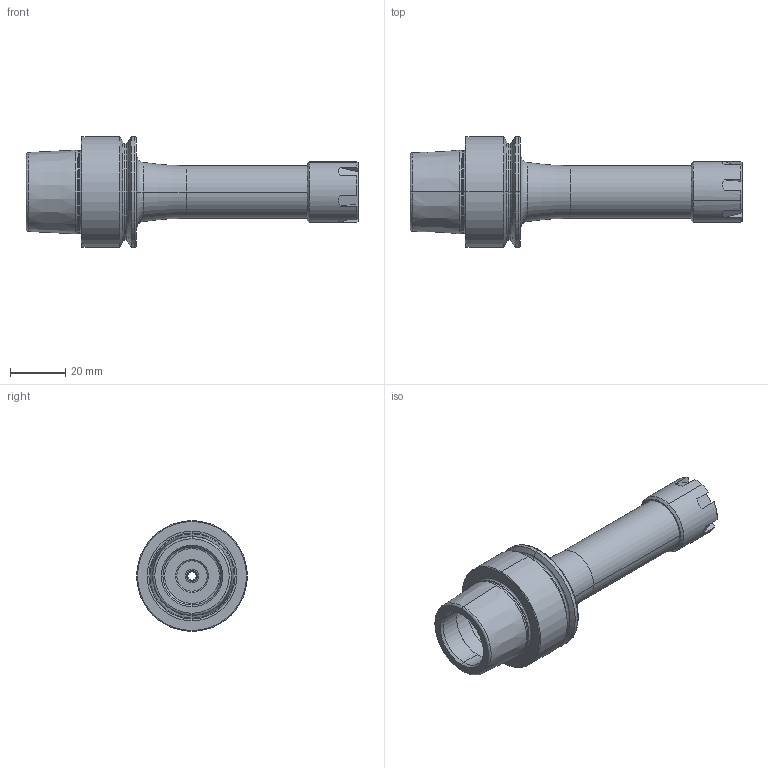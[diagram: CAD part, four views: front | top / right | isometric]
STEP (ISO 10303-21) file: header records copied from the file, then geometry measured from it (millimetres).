
FILE_DESCRIPTION (( 'STEP AP203' ), '1' );
FILE_NAME ('HE4.E17.K01.100.STEP', '2018-02-16T12:20:57', ( 'SWIAdmin' ), ( 'Hewlett-Packard Company' ), 'SwSTEP 2.0', 'SolidWorks 2017', '' );
FILE_SCHEMA (( 'CONFIG_CONTROL_DESIGN' ));
Length unit declared in the file: millimetre
Products named in the file (4): HE4-E17.K01.100_A_Fertigbearbeitung; ERU-AN2.K01.016_A; HE4.E17.K01.100; E17-ER1.001.018
Assembly tree (3 placements, depth 2):
  HE4.E17.K01.100
    HE4-E17.K01.100_A_Fertigbearbeitung
    ERU-AN2.K01.016_A
    E17-ER1.001.018
Bounding box: 119.9 x 40 x 40 mm (x, y, z)
Volume: 44420.7 mm3; surface area: 18203.3 mm2
Topology: 3 solids, 3 shells, 181 faces, 417 edges, 249 vertices
Faces by surface type: plane 66, cone 44, cylinder 41, torus 30
Entity records: 5625 total; most frequent: CARTESIAN_POINT 1055, DIRECTION 942, ORIENTED_EDGE 834, EDGE_CURVE 417, AXIS2_PLACEMENT_3D 381, VERTEX_POINT 249, EDGE_LOOP 194, CIRCLE 194
